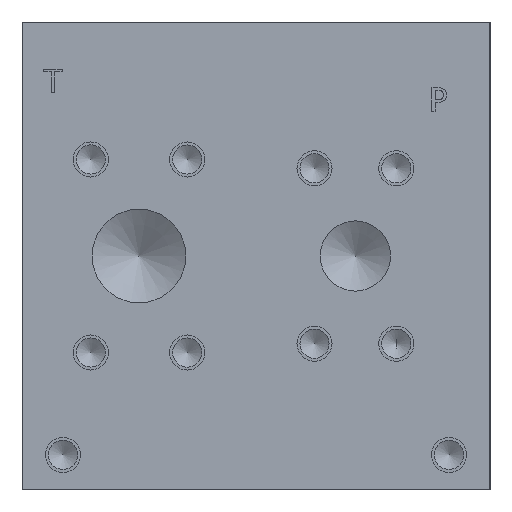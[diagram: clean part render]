
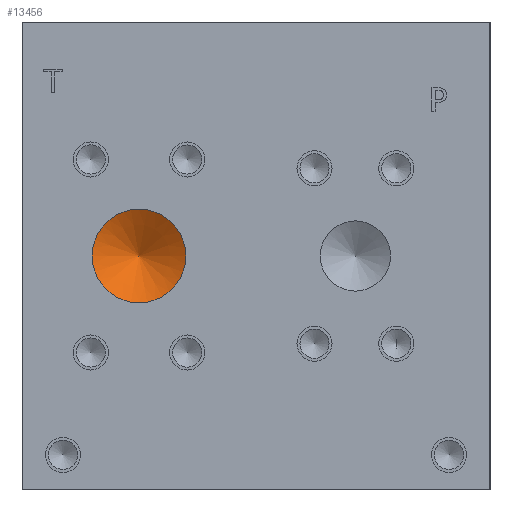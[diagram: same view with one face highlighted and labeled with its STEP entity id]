
A CAD part, left-side view. The second image highlights one B-rep face of the part: STEP entity #13456.
In plain terms, the highlighted conical face has half-angle 60 degrees and reference radius 6.35 mm.
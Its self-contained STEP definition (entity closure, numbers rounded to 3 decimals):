
#146=CONICAL_SURFACE('',#14225,6.35,1.047);
#383=CIRCLE('',#14226,12.7);
#384=CIRCLE('',#14227,12.7);
#1679=FACE_OUTER_BOUND('',#2491,.T.);
#2491=EDGE_LOOP('',(#11607,#11608,#11609,#11610));
#3758=LINE('',#22743,#4953);
#4953=VECTOR('',#16883,6.35);
#6439=VERTEX_POINT('',#22739);
#6440=VERTEX_POINT('',#22740);
#6441=VERTEX_POINT('',#22742);
#8240=EDGE_CURVE('',#6439,#6440,#383,.T.);
#8241=EDGE_CURVE('',#6440,#6441,#3758,.T.);
#8242=EDGE_CURVE('',#6440,#6439,#384,.T.);
#11607=ORIENTED_EDGE('',*,*,#8240,.T.);
#11608=ORIENTED_EDGE('',*,*,#8241,.T.);
#11609=ORIENTED_EDGE('',*,*,#8241,.F.);
#11610=ORIENTED_EDGE('',*,*,#8242,.T.);
#13456=ADVANCED_FACE('',(#1679),#146,.F.);
#14225=AXIS2_PLACEMENT_3D('',#22738,#16879,#16880);
#14226=AXIS2_PLACEMENT_3D('',#22741,#16881,#16882);
#14227=AXIS2_PLACEMENT_3D('',#22744,#16884,#16885);
#16879=DIRECTION('center_axis',(-1.,0.,0.));
#16880=DIRECTION('ref_axis',(0.,1.,0.));
#16881=DIRECTION('center_axis',(-1.,0.,0.));
#16882=DIRECTION('ref_axis',(0.,1.,0.));
#16883=DIRECTION('',(0.5,0.866,0.));
#16884=DIRECTION('center_axis',(-1.,0.,0.));
#16885=DIRECTION('ref_axis',(0.,1.,0.));
#22738=CARTESIAN_POINT('Origin',(10.999,95.25,63.5));
#22739=CARTESIAN_POINT('',(7.332,107.95,63.5));
#22740=CARTESIAN_POINT('',(7.332,82.55,63.5));
#22741=CARTESIAN_POINT('Origin',(7.332,95.25,63.5));
#22742=CARTESIAN_POINT('',(14.665,95.25,63.5));
#22743=CARTESIAN_POINT('',(10.999,88.9,63.5));
#22744=CARTESIAN_POINT('Origin',(7.332,95.25,63.5));
